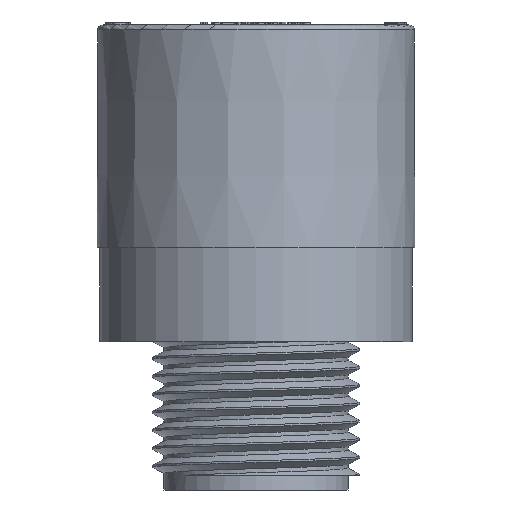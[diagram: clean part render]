
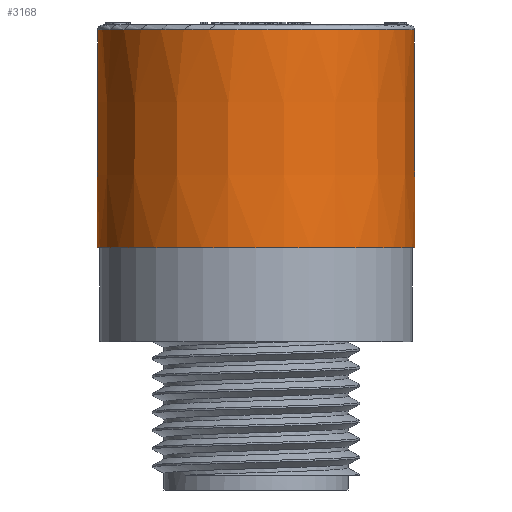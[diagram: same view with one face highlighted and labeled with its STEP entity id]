
A CAD part, front view. The second image highlights one B-rep face of the part: STEP entity #3168.
In plain terms, the highlighted conical face has half-angle 0.127 degrees and reference radius 16.05 mm.
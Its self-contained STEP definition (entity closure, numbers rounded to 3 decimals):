
#132=CONICAL_SURFACE('',#11318,16.05,0.127);
#3168=ADVANCED_FACE('',(#4312,#4313),#132,.T.);
#4312=FACE_BOUND('',#4384,.T.);
#4313=FACE_BOUND('',#4385,.T.);
#4384=EDGE_LOOP('',(#5483));
#4385=EDGE_LOOP('',(#5484));
#5483=ORIENTED_EDGE('',*,*,#10013,.T.);
#5484=ORIENTED_EDGE('',*,*,#10014,.F.);
#8866=VERTEX_POINT('',#18154);
#8867=VERTEX_POINT('',#18157);
#10013=EDGE_CURVE('',#8866,#8866,#11267,.T.);
#10014=EDGE_CURVE('',#8867,#8867,#11268,.T.);
#11267=CIRCLE('',#11315,16.001);
#11268=CIRCLE('',#11317,16.05);
#11315=AXIS2_PLACEMENT_3D('',#18153,#11910,#11911);
#11317=AXIS2_PLACEMENT_3D('',#18156,#11914,#11915);
#11318=AXIS2_PLACEMENT_3D('',#18158,#11916,#11917);
#11910=DIRECTION('',(0.,0.,-1.));
#11911=DIRECTION('',(1.,0.,0.));
#11914=DIRECTION('',(0.,0.,-1.));
#11915=DIRECTION('',(-1.,0.,0.));
#11916=DIRECTION('',(0.,0.,-1.));
#11917=DIRECTION('',(-1.,0.,0.));
#18153=CARTESIAN_POINT('',(78.,149.5,45.005));
#18154=CARTESIAN_POINT('',(94.001,149.5,45.005));
#18156=CARTESIAN_POINT('',(78.,149.5,23.004));
#18157=CARTESIAN_POINT('',(61.95,149.5,23.004));
#18158=CARTESIAN_POINT('',(78.,149.5,23.004));
